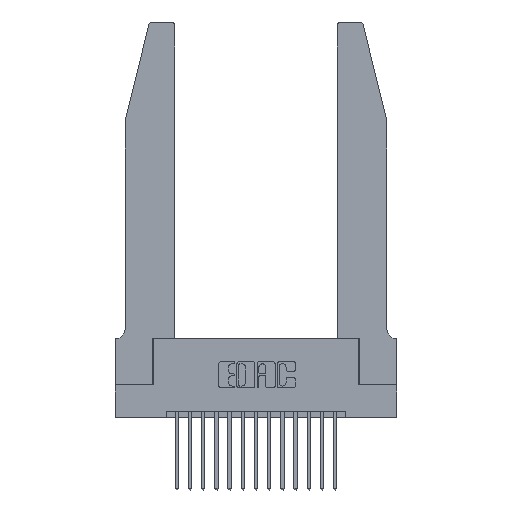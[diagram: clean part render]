
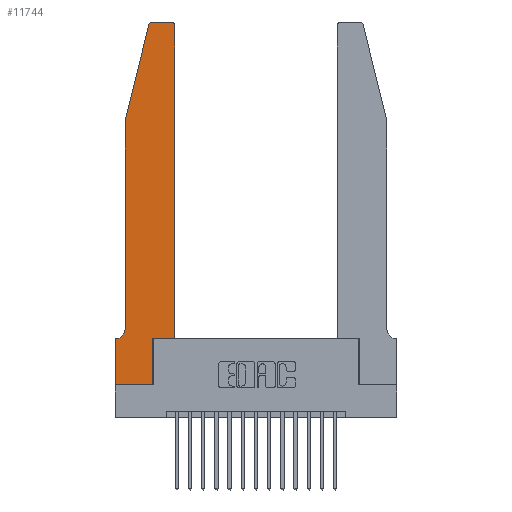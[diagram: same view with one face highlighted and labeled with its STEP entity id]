
A CAD part, top view. The second image highlights one B-rep face of the part: STEP entity #11744.
In plain terms, the highlighted planar face has unit normal (0, 0, 1).
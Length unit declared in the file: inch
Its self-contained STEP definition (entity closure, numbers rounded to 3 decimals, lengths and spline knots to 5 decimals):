
#406 = EDGE_CURVE ( 'NONE', #5096, #4560, #11622, .T. ) ;
#732 = LINE ( 'NONE', #3378, #10513 ) ;
#793 = DIRECTION ( 'NONE',  ( 0., 0., 1. ) ) ;
#997 = VECTOR ( 'NONE', #4403, 39.37008 ) ;
#1166 = EDGE_CURVE ( 'NONE', #12495, #1423, #10234, .T. ) ;
#1402 = CARTESIAN_POINT ( 'NONE',  ( 0.0755, 0.35, 0.37 ) ) ;
#1423 = VERTEX_POINT ( 'NONE', #7914 ) ;
#1526 = CARTESIAN_POINT ( 'NONE',  ( 0., 0., 0.37 ) ) ;
#1539 = ORIENTED_EDGE ( 'NONE', *, *, #10682, .T. ) ;
#1711 = DIRECTION ( 'NONE',  ( 1., 0., 0. ) ) ;
#1764 = ORIENTED_EDGE ( 'NONE', *, *, #17636, .T. ) ;
#2443 = EDGE_CURVE ( 'NONE', #16760, #12495, #5420, .T. ) ;
#2638 = ORIENTED_EDGE ( 'NONE', *, *, #4188, .T. ) ;
#3223 = CARTESIAN_POINT ( 'NONE',  ( 0., 0.35, 0.37 ) ) ;
#3346 = DIRECTION ( 'NONE',  ( 1., 0., 0. ) ) ;
#3378 = CARTESIAN_POINT ( 'NONE',  ( 0.0755, 2., 0.37 ) ) ;
#3394 = DIRECTION ( 'NONE',  ( 1., 0., 0. ) ) ;
#3520 = CIRCLE ( 'NONE', #8909, 0.03 ) ;
#3527 = CARTESIAN_POINT ( 'NONE',  ( 0.2865, 0., 0.37 ) ) ;
#3793 = CARTESIAN_POINT ( 'NONE',  ( 0.4205, 2.72, 0.37 ) ) ;
#4188 = EDGE_CURVE ( 'NONE', #12302, #11861, #10587, .T. ) ;
#4197 = LINE ( 'NONE', #6320, #7597 ) ;
#4335 = DIRECTION ( 'NONE',  ( -1., 0., 0. ) ) ;
#4367 = CARTESIAN_POINT ( 'NONE',  ( 0.25487, 2.72718, 0.37 ) ) ;
#4403 = DIRECTION ( 'NONE',  ( 0., 1., 0. ) ) ;
#4420 = EDGE_LOOP ( 'NONE', ( #5448, #1764, #8285, #13148, #1539, #12939, #16500, #14067, #15715, #6636, #2638, #11371 ) ) ;
#4454 = CARTESIAN_POINT ( 'NONE',  ( 0.0055, 0.35, 0.37 ) ) ;
#4560 = VERTEX_POINT ( 'NONE', #7977 ) ;
#4757 = CARTESIAN_POINT ( 'NONE',  ( 0., 0., 0.37 ) ) ;
#4794 = LINE ( 'NONE', #4757, #8425 ) ;
#4820 = DIRECTION ( 'NONE',  ( 0., 1., 0. ) ) ;
#4958 = DIRECTION ( 'NONE',  ( 0., 0., 1. ) ) ;
#5096 = VERTEX_POINT ( 'NONE', #11319 ) ;
#5386 = DIRECTION ( 'NONE',  ( 1., 0., 0. ) ) ;
#5420 = LINE ( 'NONE', #1402, #7244 ) ;
#5448 = ORIENTED_EDGE ( 'NONE', *, *, #406, .T. ) ;
#5855 = VERTEX_POINT ( 'NONE', #4367 ) ;
#5922 = VECTOR ( 'NONE', #15296, 39.37008 ) ;
#6253 = CARTESIAN_POINT ( 'NONE',  ( 0.284, 2.72, 0.37 ) ) ;
#6320 = CARTESIAN_POINT ( 'NONE',  ( 0.0755, 2., 0.37 ) ) ;
#6636 = ORIENTED_EDGE ( 'NONE', *, *, #7474, .T. ) ;
#6648 = CARTESIAN_POINT ( 'NONE',  ( 0.2605, 2.75, 0.37 ) ) ;
#7226 = CARTESIAN_POINT ( 'NONE',  ( 0.0755, 0.42, 0.37 ) ) ;
#7244 = VECTOR ( 'NONE', #4335, 39.37008 ) ;
#7329 = FACE_OUTER_BOUND ( 'NONE', #4420, .T. ) ;
#7474 = EDGE_CURVE ( 'NONE', #12018, #12302, #12948, .T. ) ;
#7572 = DIRECTION ( 'NONE',  ( -0.239, -0.971, 0. ) ) ;
#7597 = VECTOR ( 'NONE', #10832, 39.37008 ) ;
#7914 = CARTESIAN_POINT ( 'NONE',  ( 0., 0., 0.37 ) ) ;
#7977 = CARTESIAN_POINT ( 'NONE',  ( 0.284, 2.75, 0.37 ) ) ;
#7987 = CARTESIAN_POINT ( 'NONE',  ( 0., 0.35, 0.37 ) ) ;
#8285 = ORIENTED_EDGE ( 'NONE', *, *, #18643, .T. ) ;
#8425 = VECTOR ( 'NONE', #1711, 39.37008 ) ;
#8613 = CARTESIAN_POINT ( 'NONE',  ( 0.2865, 0.35, 0.37 ) ) ;
#8842 = CIRCLE ( 'NONE', #10812, 0.07 ) ;
#8856 = CARTESIAN_POINT ( 'NONE',  ( 0.0055, 0.42, 0.37 ) ) ;
#8909 = AXIS2_PLACEMENT_3D ( 'NONE', #6253, #10623, #3394 ) ;
#9500 = AXIS2_PLACEMENT_3D ( 'NONE', #3793, #793, #5386 ) ;
#9903 = VECTOR ( 'NONE', #4820, 39.37008 ) ;
#10165 = DIRECTION ( 'NONE',  ( 0., -1., 0. ) ) ;
#10234 = LINE ( 'NONE', #1526, #18463 ) ;
#10461 = CARTESIAN_POINT ( 'NONE',  ( 0.4505, 0.35, 0.37 ) ) ;
#10513 = VECTOR ( 'NONE', #7572, 39.37008 ) ;
#10587 = LINE ( 'NONE', #13324, #9903 ) ;
#10623 = DIRECTION ( 'NONE',  ( 0., 0., 1. ) ) ;
#10682 = EDGE_CURVE ( 'NONE', #12313, #16760, #8842, .T. ) ;
#10812 = AXIS2_PLACEMENT_3D ( 'NONE', #8856, #13231, #17478 ) ;
#10832 = DIRECTION ( 'NONE',  ( 0., -1., 0. ) ) ;
#11168 = VECTOR ( 'NONE', #3346, 39.37008 ) ;
#11319 = CARTESIAN_POINT ( 'NONE',  ( 0.4205, 2.75, 0.37 ) ) ;
#11371 = ORIENTED_EDGE ( 'NONE', *, *, #15405, .T. ) ;
#11517 = CARTESIAN_POINT ( 'NONE',  ( 0.4505, 0.35, 0.37 ) ) ;
#11622 = LINE ( 'NONE', #6648, #5922 ) ;
#11744 = ADVANCED_FACE ( 'NONE', ( #7329 ), #15325, .T. ) ;
#11861 = VERTEX_POINT ( 'NONE', #17045 ) ;
#12018 = VERTEX_POINT ( 'NONE', #8613 ) ;
#12115 = LINE ( 'NONE', #13083, #997 ) ;
#12302 = VERTEX_POINT ( 'NONE', #11517 ) ;
#12313 = VERTEX_POINT ( 'NONE', #7226 ) ;
#12432 = DIRECTION ( 'NONE',  ( 1., 0., 0. ) ) ;
#12495 = VERTEX_POINT ( 'NONE', #3223 ) ;
#12623 = EDGE_CURVE ( 'NONE', #16399, #12313, #4197, .T. ) ;
#12939 = ORIENTED_EDGE ( 'NONE', *, *, #2443, .T. ) ;
#12948 = LINE ( 'NONE', #10461, #11168 ) ;
#13083 = CARTESIAN_POINT ( 'NONE',  ( 0.2865, 0.35, 0.37 ) ) ;
#13148 = ORIENTED_EDGE ( 'NONE', *, *, #12623, .T. ) ;
#13231 = DIRECTION ( 'NONE',  ( 0., 0., -1. ) ) ;
#13324 = CARTESIAN_POINT ( 'NONE',  ( 0.4505, 0.35, 0.37 ) ) ;
#13585 = CARTESIAN_POINT ( 'NONE',  ( 0.0755, 2., 0.37 ) ) ;
#14067 = ORIENTED_EDGE ( 'NONE', *, *, #14454, .T. ) ;
#14454 = EDGE_CURVE ( 'NONE', #1423, #17594, #4794, .T. ) ;
#14492 = AXIS2_PLACEMENT_3D ( 'NONE', #7987, #4958, #12432 ) ;
#15296 = DIRECTION ( 'NONE',  ( -1., 0., 0. ) ) ;
#15325 = PLANE ( 'NONE',  #14492 ) ;
#15405 = EDGE_CURVE ( 'NONE', #11861, #5096, #17295, .T. ) ;
#15715 = ORIENTED_EDGE ( 'NONE', *, *, #17913, .T. ) ;
#16399 = VERTEX_POINT ( 'NONE', #13585 ) ;
#16500 = ORIENTED_EDGE ( 'NONE', *, *, #1166, .T. ) ;
#16760 = VERTEX_POINT ( 'NONE', #4454 ) ;
#17045 = CARTESIAN_POINT ( 'NONE',  ( 0.4505, 2.72, 0.37 ) ) ;
#17295 = CIRCLE ( 'NONE', #9500, 0.03 ) ;
#17478 = DIRECTION ( 'NONE',  ( -1., 0., 0. ) ) ;
#17594 = VERTEX_POINT ( 'NONE', #3527 ) ;
#17636 = EDGE_CURVE ( 'NONE', #4560, #5855, #3520, .T. ) ;
#17913 = EDGE_CURVE ( 'NONE', #17594, #12018, #12115, .T. ) ;
#18463 = VECTOR ( 'NONE', #10165, 39.37008 ) ;
#18643 = EDGE_CURVE ( 'NONE', #5855, #16399, #732, .T. ) ;
